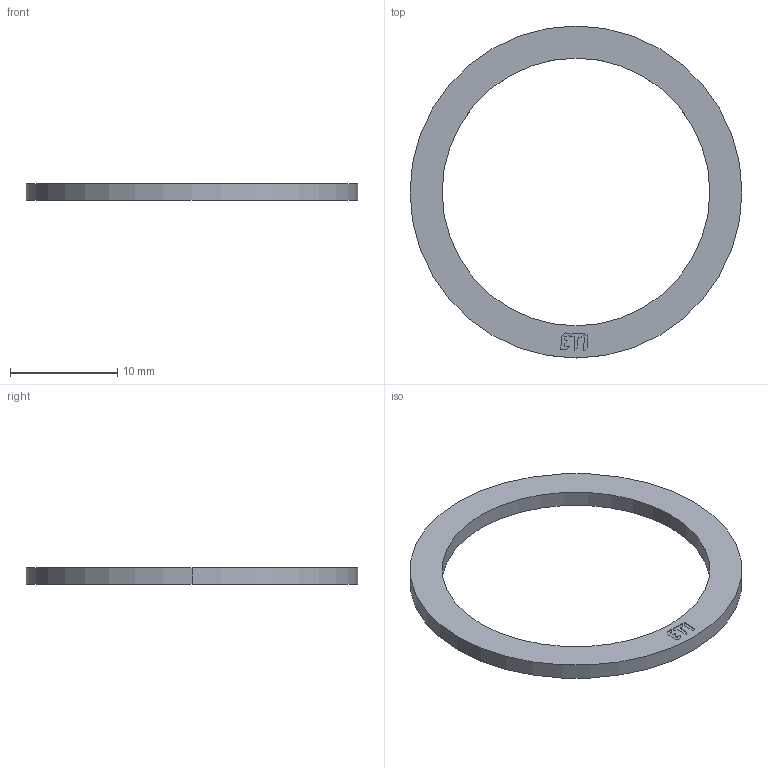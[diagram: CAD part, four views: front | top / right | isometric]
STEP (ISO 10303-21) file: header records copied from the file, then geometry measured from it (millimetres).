
FILE_DESCRIPTION((''),'2;1');
FILE_NAME('ASM0097_ASM','2021-05-03T',('marketing.praksa'),('Audax d.o.o.'),'CREO PARAMETRIC BY PTC INC, 2017480','CREO PARAMETRIC BY PTC INC, 2017480','');
FILE_SCHEMA(('AUTOMOTIVE_DESIGN { 1 0 10303 214 1 1 1 1 }'));
Length unit declared in the file: millimetre
Products named in the file (4): PRT0131; ASM2863_ASM; PRT2876; ASM0097_ASM
Assembly tree (3 placements, depth 3):
  ASM0097_ASM
    ASM2863_ASM
      PRT0131
    PRT2876
Bounding box: 31 x 31 x 1.5 mm (x, y, z)
Volume: 395.9 mm3; surface area: 806.5 mm2
Topology: 4 solids, 4 shells, 111 faces, 300 edges, 200 vertices
Faces by surface type: plane 59, cylinder 52
Entity records: 5541 total; most frequent: DIRECTION 642, CARTESIAN_POINT 625, ORIENTED_EDGE 600, PRESENTATION_STYLE_ASSIGNMENT 415, STYLED_ITEM 415, CURVE_STYLE 300, EDGE_CURVE 300, AXIS2_PLACEMENT_3D 223
